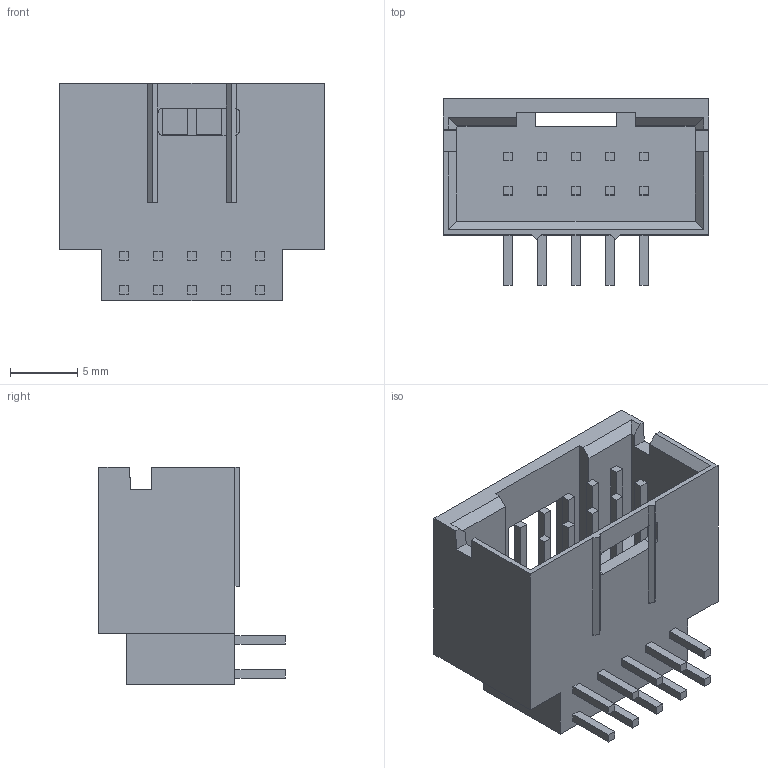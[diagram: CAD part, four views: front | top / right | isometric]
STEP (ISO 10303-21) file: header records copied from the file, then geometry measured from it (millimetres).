
FILE_DESCRIPTION((''),'2;1');
FILE_NAME('C-5-102570-3','2008-03-20T',('workeradm'),('Tyco Electronics Corporation'),'PRO/ENGINEER BY PARAMETRIC TECHNOLOGY CORPORATION, 2005450','PRO/ENGINEER BY PARAMETRIC TECHNOLOGY CORPORATION, 2005450','');
FILE_SCHEMA(('CONFIG_CONTROL_DESIGN', 'GEOMETRIC_VALIDATION_PROPERTIES_MIM'));
Length unit declared in the file: millimetre
Products named in the file (1): C-5-102570-3
Bounding box: 19.81 x 13.91 x 16.23 mm (x, y, z)
Volume: 1661.8 mm3; surface area: 2003.2 mm2
Topology: 1 solids, 1 shells, 153 faces, 398 edges, 262 vertices
Faces by surface type: plane 149, cylinder 4
Entity records: 4723 total; most frequent: CARTESIAN_POINT 814, ORIENTED_EDGE 796, DIRECTION 714, EDGE_CURVE 398, VECTOR 388, LINE 388, VERTEX_POINT 262, EDGE_LOOP 174
